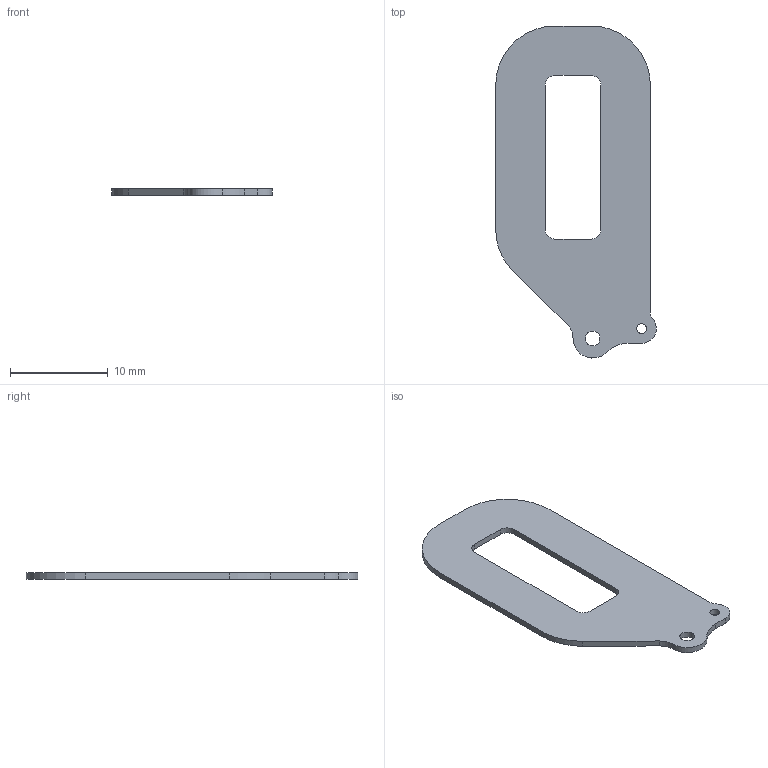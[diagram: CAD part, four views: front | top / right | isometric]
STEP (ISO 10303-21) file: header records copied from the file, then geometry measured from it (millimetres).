
FILE_DESCRIPTION(('Open CASCADE Model'),'2;1');
FILE_NAME('Open CASCADE Shape Model','2025-04-20T23:11:42',('Author'),( 'Open CASCADE'),'Open CASCADE STEP processor 7.5','Open CASCADE 7.5' ,'Unknown');
FILE_SCHEMA(('AUTOMOTIVE_DESIGN { 1 0 10303 214 1 1 1 1 }'));
Length unit declared in the file: millimetre
Products named in the file (3): PCB; BoardPS1-124A-BASIS; Open CASCADE STEP translator 7.5 6.1.1
Assembly tree (2 placements, depth 3):
  PCB
    BoardPS1-124A-BASIS
      Open CASCADE STEP translator 7.5 6.1.1
Bounding box: 16.4 x 33.9 x 0.62 mm (x, y, z)
Volume: 225.1 mm3; surface area: 811.6 mm2
Topology: 1 solids, 1 shells, 25 faces, 69 edges, 46 vertices
Faces by surface type: cylinder 14, plane 11
Full cylindrical faces by diameter (mm): 1 x1, 1.5 x1
Entity records: 880 total; most frequent: DIRECTION 153, CARTESIAN_POINT 143, ORIENTED_EDGE 138, EDGE_CURVE 69, AXIS2_PLACEMENT_3D 56, VERTEX_POINT 46, LINE 41, VECTOR 41
